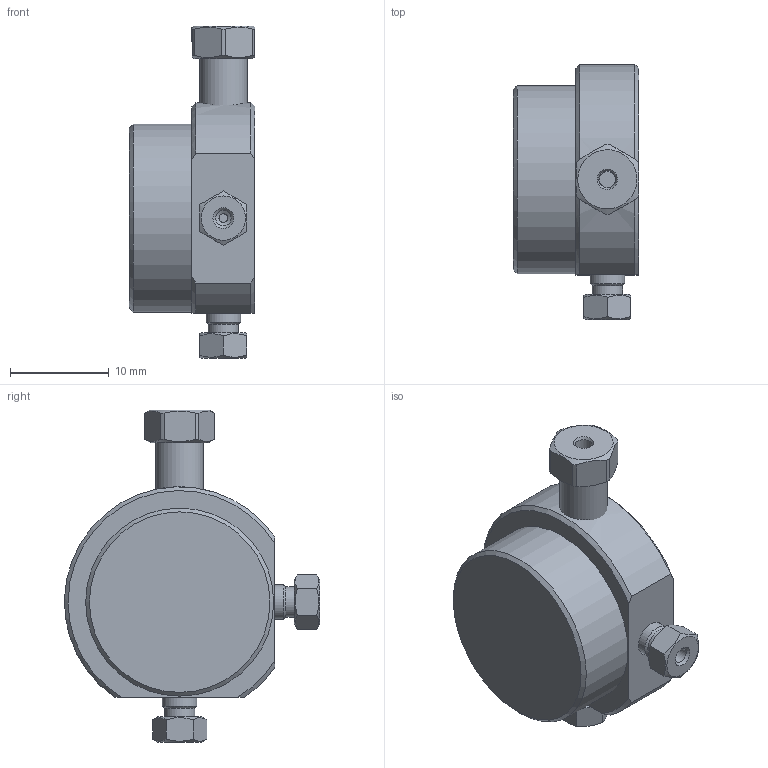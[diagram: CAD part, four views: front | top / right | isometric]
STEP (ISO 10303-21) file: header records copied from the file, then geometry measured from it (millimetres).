
FILE_DESCRIPTION((''),'2;1');
FILE_NAME('305275-TCEF1.5.5C Post-Column Reaction Tee fitting.stp','2013-08-22T11:56:23',('Franzp'),(''),'Autodesk Inventor 2013','Autodesk Inventor 2013','');
FILE_SCHEMA(('AUTOMOTIVE_DESIGN { 1 0 10303 214 1 1 1 1 }'));
Length unit declared in the file: millimetre
Products named in the file (1): 305275_Shrinkwrap_1
Bounding box: 12.7 x 25.85 x 33.64 mm (x, y, z)
Surface area: 2139.1 mm2 (no closed solid volume)
Topology: 0 solids, 5 shells, 67 faces, 163 edges, 106 vertices
Faces by surface type: plane 30, cone 20, cylinder 17
Full cylindrical faces by diameter (mm): 1.575 x2, 1.727 x1, 3.073 x2, 3.505 x2, 4.826 x1, 19.05 x1
Entity records: 1894 total; most frequent: CARTESIAN_POINT 425, DIRECTION 278, ORIENTED_EDGE 255, EDGE_CURVE 133, AXIS2_PLACEMENT_3D 123, EDGE_LOOP 102, VERTEX_POINT 101, FACE_OUTER_BOUND 67
